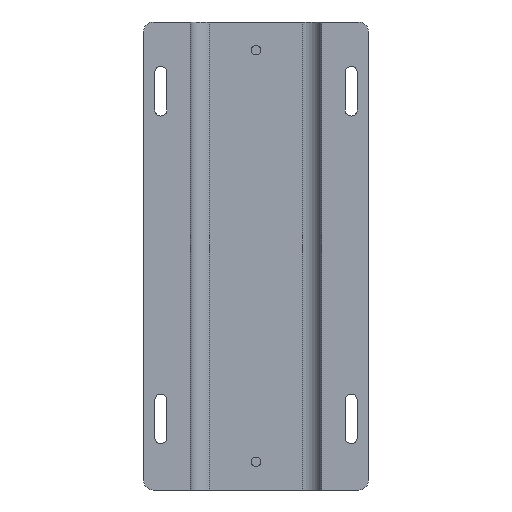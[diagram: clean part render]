
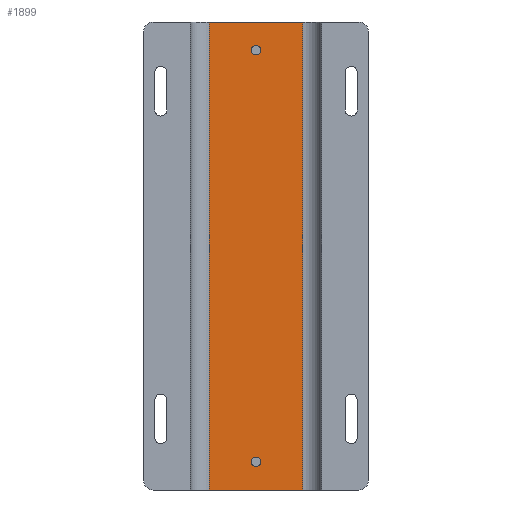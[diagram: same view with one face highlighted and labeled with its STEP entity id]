
A CAD part, front view. The second image highlights one B-rep face of the part: STEP entity #1899.
In plain terms, the highlighted planar face has unit normal (0, -1, 0).
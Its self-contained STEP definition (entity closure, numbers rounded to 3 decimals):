
#9 = AXIS2_PLACEMENT_3D ( 'NONE', #234, #1705, #1865 ) ;
#131 = LINE ( 'NONE', #716, #2215 ) ;
#151 = DIRECTION ( 'NONE',  ( 0., -1., 0. ) ) ;
#226 = EDGE_CURVE ( 'NONE', #754, #1591, #2321, .T. ) ;
#234 = CARTESIAN_POINT ( 'NONE',  ( -25., 0., 125. ) ) ;
#268 = PLANE ( 'NONE',  #9 ) ;
#417 = ORIENTED_EDGE ( 'NONE', *, *, #779, .F. ) ;
#439 = ORIENTED_EDGE ( 'NONE', *, *, #572, .F. ) ;
#440 = DIRECTION ( 'NONE',  ( 0., 0., -1. ) ) ;
#476 = AXIS2_PLACEMENT_3D ( 'NONE', #1819, #2011, #785 ) ;
#481 = DIRECTION ( 'NONE',  ( 0., -1., 0. ) ) ;
#558 = CARTESIAN_POINT ( 'NONE',  ( 0., 0., -110. ) ) ;
#572 = EDGE_CURVE ( 'NONE', #2026, #1912, #1878, .T. ) ;
#577 = DIRECTION ( 'NONE',  ( 0., 0., -1. ) ) ;
#580 = CARTESIAN_POINT ( 'NONE',  ( -25., 0., -125. ) ) ;
#582 = CIRCLE ( 'NONE', #1318, 2.5 ) ;
#596 = VERTEX_POINT ( 'NONE', #1230 ) ;
#604 = EDGE_CURVE ( 'NONE', #1591, #596, #1263, .T. ) ;
#605 = CARTESIAN_POINT ( 'NONE',  ( 0., 0., 110. ) ) ;
#636 = ORIENTED_EDGE ( 'NONE', *, *, #2050, .F. ) ;
#716 = CARTESIAN_POINT ( 'NONE',  ( -25., 0., 125. ) ) ;
#737 = EDGE_LOOP ( 'NONE', ( #439, #2127 ) ) ;
#754 = VERTEX_POINT ( 'NONE', #1050 ) ;
#761 = ORIENTED_EDGE ( 'NONE', *, *, #1717, .F. ) ;
#774 = FACE_OUTER_BOUND ( 'NONE', #2012, .T. ) ;
#779 = EDGE_CURVE ( 'NONE', #961, #1126, #1385, .T. ) ;
#784 = VECTOR ( 'NONE', #2499, 1000. ) ;
#785 = DIRECTION ( 'NONE',  ( 0., 0., -1. ) ) ;
#961 = VERTEX_POINT ( 'NONE', #1867 ) ;
#1017 = VECTOR ( 'NONE', #440, 1000. ) ;
#1050 = CARTESIAN_POINT ( 'NONE',  ( -25., 0., 125. ) ) ;
#1119 = EDGE_CURVE ( 'NONE', #1953, #596, #1549, .T. ) ;
#1126 = VERTEX_POINT ( 'NONE', #1159 ) ;
#1159 = CARTESIAN_POINT ( 'NONE',  ( 0., 0., -107.5 ) ) ;
#1230 = CARTESIAN_POINT ( 'NONE',  ( 25., 0., -125. ) ) ;
#1242 = CARTESIAN_POINT ( 'NONE',  ( -25., 0., 125. ) ) ;
#1263 = LINE ( 'NONE', #580, #784 ) ;
#1307 = DIRECTION ( 'NONE',  ( 1., 0., 0. ) ) ;
#1318 = AXIS2_PLACEMENT_3D ( 'NONE', #605, #2436, #2663 ) ;
#1385 = CIRCLE ( 'NONE', #1979, 2.5 ) ;
#1400 = ORIENTED_EDGE ( 'NONE', *, *, #1119, .F. ) ;
#1422 = VECTOR ( 'NONE', #2591, 1000. ) ;
#1492 = ORIENTED_EDGE ( 'NONE', *, *, #604, .T. ) ;
#1542 = ORIENTED_EDGE ( 'NONE', *, *, #226, .T. ) ;
#1549 = LINE ( 'NONE', #2532, #1422 ) ;
#1591 = VERTEX_POINT ( 'NONE', #2167 ) ;
#1694 = CARTESIAN_POINT ( 'NONE',  ( 25., 0., 125. ) ) ;
#1705 = DIRECTION ( 'NONE',  ( 0., 1., 0. ) ) ;
#1710 = CARTESIAN_POINT ( 'NONE',  ( 0., 0., -110. ) ) ;
#1717 = EDGE_CURVE ( 'NONE', #1126, #961, #2570, .T. ) ;
#1819 = CARTESIAN_POINT ( 'NONE',  ( 0., 0., 110. ) ) ;
#1865 = DIRECTION ( 'NONE',  ( -1., 0., 0. ) ) ;
#1867 = CARTESIAN_POINT ( 'NONE',  ( 0., 0., -112.5 ) ) ;
#1878 = CIRCLE ( 'NONE', #476, 2.5 ) ;
#1899 = ADVANCED_FACE ( 'NONE', ( #2307, #2640, #774 ), #268, .F. ) ;
#1906 = DIRECTION ( 'NONE',  ( 0., 0., -1. ) ) ;
#1912 = VERTEX_POINT ( 'NONE', #2298 ) ;
#1953 = VERTEX_POINT ( 'NONE', #1694 ) ;
#1979 = AXIS2_PLACEMENT_3D ( 'NONE', #1710, #481, #1906 ) ;
#2011 = DIRECTION ( 'NONE',  ( 0., -1., 0. ) ) ;
#2012 = EDGE_LOOP ( 'NONE', ( #1492, #1400, #636, #1542 ) ) ;
#2026 = VERTEX_POINT ( 'NONE', #2479 ) ;
#2050 = EDGE_CURVE ( 'NONE', #754, #1953, #131, .T. ) ;
#2127 = ORIENTED_EDGE ( 'NONE', *, *, #2489, .F. ) ;
#2167 = CARTESIAN_POINT ( 'NONE',  ( -25., 0., -125. ) ) ;
#2215 = VECTOR ( 'NONE', #1307, 1000. ) ;
#2298 = CARTESIAN_POINT ( 'NONE',  ( 0., 0., 112.5 ) ) ;
#2307 = FACE_BOUND ( 'NONE', #2347, .T. ) ;
#2321 = LINE ( 'NONE', #1242, #1017 ) ;
#2347 = EDGE_LOOP ( 'NONE', ( #417, #761 ) ) ;
#2436 = DIRECTION ( 'NONE',  ( 0., -1., 0. ) ) ;
#2479 = CARTESIAN_POINT ( 'NONE',  ( 0., 0., 107.5 ) ) ;
#2489 = EDGE_CURVE ( 'NONE', #1912, #2026, #582, .T. ) ;
#2499 = DIRECTION ( 'NONE',  ( 1., 0., 0. ) ) ;
#2532 = CARTESIAN_POINT ( 'NONE',  ( 25., 0., 125. ) ) ;
#2553 = AXIS2_PLACEMENT_3D ( 'NONE', #558, #151, #577 ) ;
#2570 = CIRCLE ( 'NONE', #2553, 2.5 ) ;
#2591 = DIRECTION ( 'NONE',  ( 0., 0., -1. ) ) ;
#2640 = FACE_BOUND ( 'NONE', #737, .T. ) ;
#2663 = DIRECTION ( 'NONE',  ( 0., 0., -1. ) ) ;
